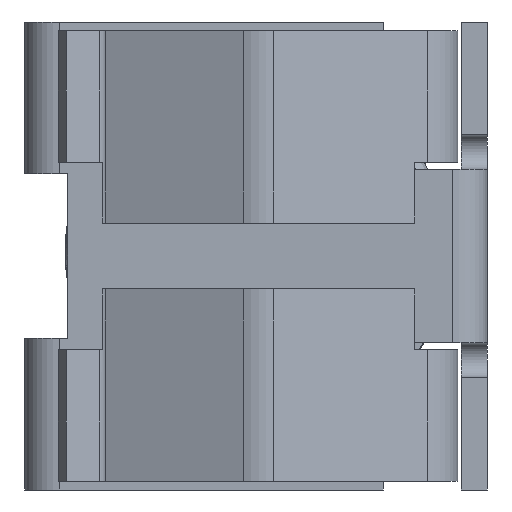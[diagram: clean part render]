
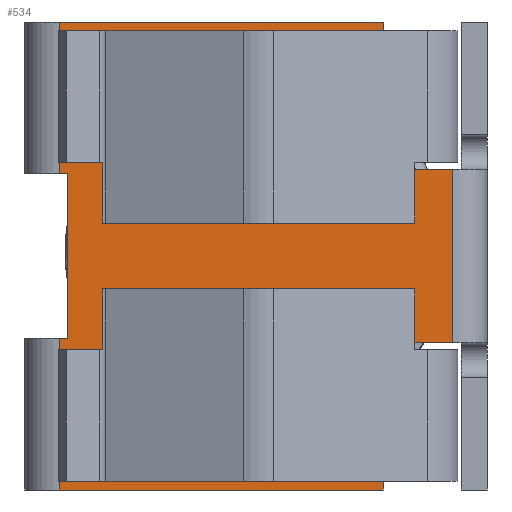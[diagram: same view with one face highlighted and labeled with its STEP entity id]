
A CAD part, front view. The second image highlights one B-rep face of the part: STEP entity #534.
In plain terms, the highlighted planar face has unit normal (0, -1, 0).
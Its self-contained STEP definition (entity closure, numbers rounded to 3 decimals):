
#534=ADVANCED_FACE('',(#778),#634,.T.);
#634=PLANE('',#3207);
#778=FACE_OUTER_BOUND('',#959,.T.);
#959=EDGE_LOOP('',(#1684,#1685,#1686,#1687,#1688,#1689,#1690,#1691,#1692,
#1693,#1694,#1695));
#1684=ORIENTED_EDGE('',*,*,#2485,.T.);
#1685=ORIENTED_EDGE('',*,*,#2486,.T.);
#1686=ORIENTED_EDGE('',*,*,#2487,.T.);
#1687=ORIENTED_EDGE('',*,*,#2472,.T.);
#1688=ORIENTED_EDGE('',*,*,#2488,.T.);
#1689=ORIENTED_EDGE('',*,*,#2489,.T.);
#1690=ORIENTED_EDGE('',*,*,#2490,.F.);
#1691=ORIENTED_EDGE('',*,*,#2491,.T.);
#1692=ORIENTED_EDGE('',*,*,#2492,.F.);
#1693=ORIENTED_EDGE('',*,*,#2493,.F.);
#1694=ORIENTED_EDGE('',*,*,#2494,.F.);
#1695=ORIENTED_EDGE('',*,*,#2495,.T.);
#2072=VERTEX_POINT('',#65869);
#2075=VERTEX_POINT('',#65874);
#2088=VERTEX_POINT('',#65903);
#2089=VERTEX_POINT('',#65904);
#2090=VERTEX_POINT('',#65906);
#2091=VERTEX_POINT('',#65909);
#2092=VERTEX_POINT('',#65911);
#2093=VERTEX_POINT('',#65913);
#2094=VERTEX_POINT('',#65915);
#2095=VERTEX_POINT('',#65917);
#2096=VERTEX_POINT('',#65919);
#2097=VERTEX_POINT('',#65921);
#2472=EDGE_CURVE('',#2072,#2075,#2729,.T.);
#2485=EDGE_CURVE('',#2088,#2089,#2742,.T.);
#2486=EDGE_CURVE('',#2089,#2090,#2743,.T.);
#2487=EDGE_CURVE('',#2090,#2072,#2744,.T.);
#2488=EDGE_CURVE('',#2075,#2091,#2745,.T.);
#2489=EDGE_CURVE('',#2091,#2092,#2746,.T.);
#2490=EDGE_CURVE('',#2093,#2092,#2747,.T.);
#2491=EDGE_CURVE('',#2093,#2094,#2748,.T.);
#2492=EDGE_CURVE('',#2095,#2094,#2749,.T.);
#2493=EDGE_CURVE('',#2096,#2095,#2750,.T.);
#2494=EDGE_CURVE('',#2097,#2096,#2751,.T.);
#2495=EDGE_CURVE('',#2097,#2088,#2752,.T.);
#2729=LINE('',#65875,#2974);
#2742=LINE('',#65902,#2987);
#2743=LINE('',#65905,#2988);
#2744=LINE('',#65907,#2989);
#2745=LINE('',#65908,#2990);
#2746=LINE('',#65910,#2991);
#2747=LINE('',#65912,#2992);
#2748=LINE('',#65914,#2993);
#2749=LINE('',#65916,#2994);
#2750=LINE('',#65918,#2995);
#2751=LINE('',#65920,#2996);
#2752=LINE('',#65922,#2997);
#2974=VECTOR('',#3735,1.);
#2987=VECTOR('',#3752,1.);
#2988=VECTOR('',#3753,1.);
#2989=VECTOR('',#3754,1.);
#2990=VECTOR('',#3755,1.);
#2991=VECTOR('',#3756,1.);
#2992=VECTOR('',#3757,1.);
#2993=VECTOR('',#3758,1.);
#2994=VECTOR('',#3759,1.);
#2995=VECTOR('',#3760,1.);
#2996=VECTOR('',#3761,1.);
#2997=VECTOR('',#3762,1.);
#3207=AXIS2_PLACEMENT_3D('',#65923,#3763,#3764);
#3735=DIRECTION('',(0.,0.,1.));
#3752=DIRECTION('',(1.,0.,0.));
#3753=DIRECTION('',(0.,0.,1.));
#3754=DIRECTION('',(1.,0.,0.));
#3755=DIRECTION('',(-1.,0.,0.));
#3756=DIRECTION('',(0.,0.,1.));
#3757=DIRECTION('',(1.,0.,0.));
#3758=DIRECTION('',(0.,0.,-1.));
#3759=DIRECTION('',(-1.,0.,0.));
#3760=DIRECTION('',(0.,0.,1.));
#3761=DIRECTION('',(1.,0.,0.));
#3762=DIRECTION('',(0.,0.,-1.));
#3763=DIRECTION('',(0.,-1.,0.));
#3764=DIRECTION('',(0.,0.,1.));
#65869=CARTESIAN_POINT('',(-32.3,28.,-5.));
#65874=CARTESIAN_POINT('',(-32.3,28.,5.));
#65875=CARTESIAN_POINT('',(-32.3,28.,-13.5));
#65902=CARTESIAN_POINT('',(-57.,28.,-13.5));
#65903=CARTESIAN_POINT('',(-55.,28.,-13.5));
#65904=CARTESIAN_POINT('',(-36.3,28.,-13.5));
#65905=CARTESIAN_POINT('',(-36.3,28.,-17.));
#65906=CARTESIAN_POINT('',(-36.3,28.,-5.));
#65907=CARTESIAN_POINT('',(-36.3,28.,-5.));
#65908=CARTESIAN_POINT('',(-28.5,28.,5.));
#65909=CARTESIAN_POINT('',(-36.3,28.,5.));
#65910=CARTESIAN_POINT('',(-36.3,28.,5.));
#65911=CARTESIAN_POINT('',(-36.3,28.,13.5));
#65912=CARTESIAN_POINT('',(-57.,28.,13.5));
#65913=CARTESIAN_POINT('',(-55.,28.,13.5));
#65914=CARTESIAN_POINT('',(-55.,28.,-13.5));
#65915=CARTESIAN_POINT('',(-55.,28.,4.75));
#65916=CARTESIAN_POINT('',(-54.5,28.,4.75));
#65917=CARTESIAN_POINT('',(-54.5,28.,4.75));
#65918=CARTESIAN_POINT('',(-54.5,28.,-4.75));
#65919=CARTESIAN_POINT('',(-54.5,28.,-4.75));
#65920=CARTESIAN_POINT('',(-60.,28.,-4.75));
#65921=CARTESIAN_POINT('',(-55.,28.,-4.75));
#65922=CARTESIAN_POINT('',(-55.,28.,-13.5));
#65923=CARTESIAN_POINT('',(-57.,28.,-13.5));
